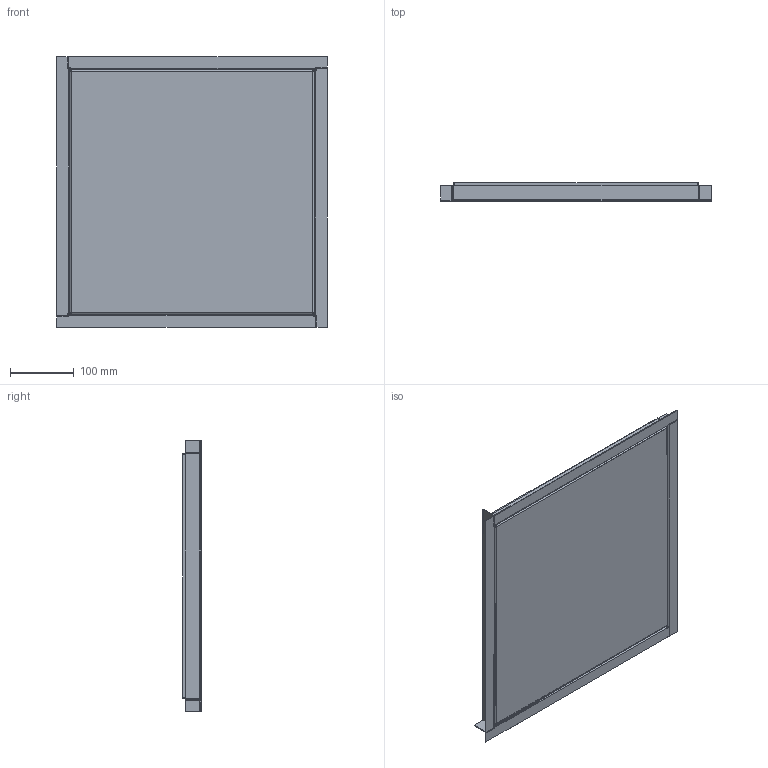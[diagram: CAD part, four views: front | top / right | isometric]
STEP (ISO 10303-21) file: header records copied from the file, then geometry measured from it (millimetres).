
FILE_DESCRIPTION (( 'STEP AP214' ), '1' );
FILE_NAME ('7406040_KSTP1.stp', '2016-10-10T12:31:48', ( '' ), ( '' ), 'SwSTEP 2.0', 'SolidWorks 2016', '' );
FILE_SCHEMA (( 'AUTOMOTIVE_DESIGN' ));
Length unit declared in the file: millimetre
Products named in the file (5): 7406040_KSTP1; 002272_39441254 H=25 VA; 000158_Standard; 43475C_Standard; 40492AA_39408392T1_H= 29mm_VA
Assembly tree (7 placements, depth 3):
  7406040_KSTP1
    000158_Standard
      40492AA_39408392T1_H= 29mm_VA
      43475C_Standard
    002272_39441254 H=25 VA  x4
Bounding box: 423.8 x 29 x 423.8 mm (x, y, z)
Volume: 950806.5 mm3; surface area: 810604 mm2
Topology: 6 solids, 6 shells, 140 faces, 320 edges, 192 vertices
Faces by surface type: plane 124, cylinder 16
Entity records: 2590 total; most frequent: CARTESIAN_POINT 417, DIRECTION 414, ORIENTED_EDGE 400, EDGE_CURVE 200, VECTOR 180, LINE 180, VERTEX_POINT 120, AXIS2_PLACEMENT_3D 117
